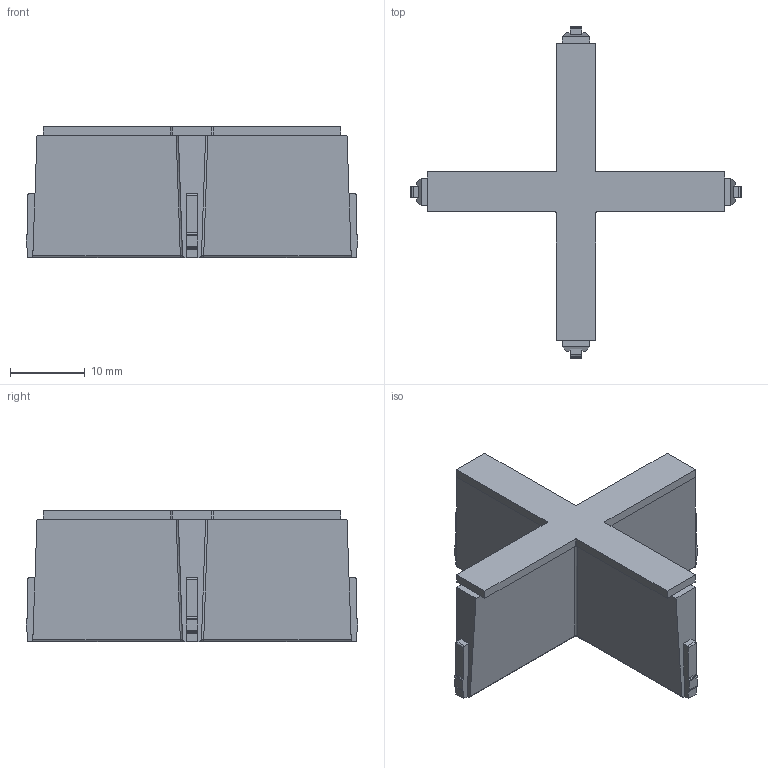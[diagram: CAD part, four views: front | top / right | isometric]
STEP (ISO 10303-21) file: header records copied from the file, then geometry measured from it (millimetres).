
FILE_DESCRIPTION(('CATIA V5R24 STEP','CAx-IF Rec.Pracs.--- Model Styling and Organization---1.2---2011-12-15'),'2;1');
FILE_NAME ('D1463375_0_2584290000_2584290000.stp','2018-04-23T12:19:35+00:00',('none'),('Weidmueller'),'CATIA Version 5-6 Release 2014 SP4 HF52','CATIA V5 STEP AP214','none');
FILE_SCHEMA(('AUTOMOTIVE_DESIGN { 1 0 10303 214 1 1 1 1 }'));
Length unit declared in the file: millimetre
Products named in the file (1): 67120_CABTITE_GI_X_BK
Bounding box: 44.32 x 44.32 x 17.5 mm (x, y, z)
Volume: 4555.8 mm3; surface area: 3702.3 mm2
Topology: 1 solids, 1 shells, 106 faces, 296 edges, 192 vertices
Faces by surface type: plane 66, cylinder 36, bspline 4
Entity records: 3814 total; most frequent: CARTESIAN_POINT 1088, ORIENTED_EDGE 592, DIRECTION 449, EDGE_CURVE 296, VECTOR 220, LINE 220, VERTEX_POINT 192, AXIS2_PLACEMENT_3D 132
